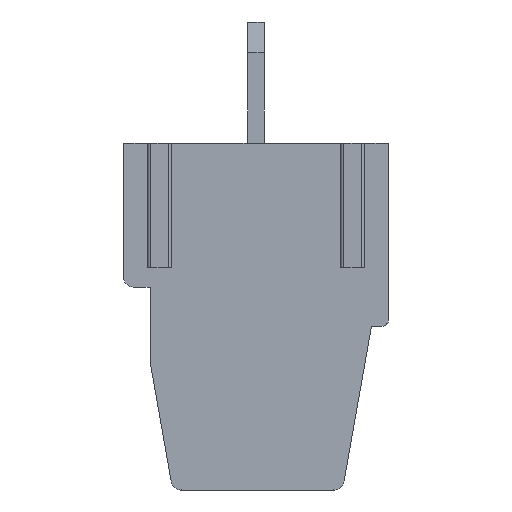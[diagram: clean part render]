
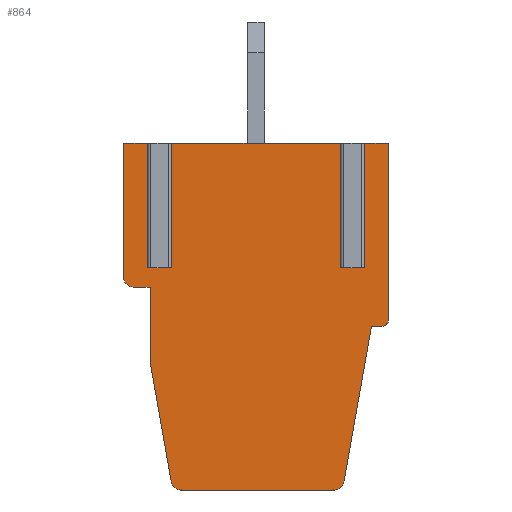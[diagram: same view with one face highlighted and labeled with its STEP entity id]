
A CAD part, front view. The second image highlights one B-rep face of the part: STEP entity #864.
In plain terms, the highlighted planar face has unit normal (0, -1, 0).
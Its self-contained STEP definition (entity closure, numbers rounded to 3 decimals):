
#864 = ADVANCED_FACE( '', ( #2008 ), #2009, .F. );
#2008 = FACE_OUTER_BOUND( '', #3421, .T. );
#2009 = PLANE( '', #3422 );
#3421 = EDGE_LOOP( '', ( #6038, #6039, #6040, #6041, #6042, #6043, #6044, #6045, #6046, #6047, #6048, #6049, #6050, #6051, #6052, #6053, #6054, #6055, #6056, #6057, #6058 ) );
#3422 = AXIS2_PLACEMENT_3D( '', #6059, #6060, #6061 );
#6038 = ORIENTED_EDGE( '', *, *, #9098, .F. );
#6039 = ORIENTED_EDGE( '', *, *, #9295, .T. );
#6040 = ORIENTED_EDGE( '', *, *, #9056, .T. );
#6041 = ORIENTED_EDGE( '', *, *, #8981, .T. );
#6042 = ORIENTED_EDGE( '', *, *, #9534, .F. );
#6043 = ORIENTED_EDGE( '', *, *, #9535, .T. );
#6044 = ORIENTED_EDGE( '', *, *, #9048, .T. );
#6045 = ORIENTED_EDGE( '', *, *, #9536, .T. );
#6046 = ORIENTED_EDGE( '', *, *, #9537, .T. );
#6047 = ORIENTED_EDGE( '', *, *, #9538, .F. );
#6048 = ORIENTED_EDGE( '', *, *, #9539, .F. );
#6049 = ORIENTED_EDGE( '', *, *, #9400, .F. );
#6050 = ORIENTED_EDGE( '', *, *, #9540, .T. );
#6051 = ORIENTED_EDGE( '', *, *, #9382, .T. );
#6052 = ORIENTED_EDGE( '', *, *, #8647, .T. );
#6053 = ORIENTED_EDGE( '', *, *, #9541, .F. );
#6054 = ORIENTED_EDGE( '', *, *, #9154, .F. );
#6055 = ORIENTED_EDGE( '', *, *, #9542, .T. );
#6056 = ORIENTED_EDGE( '', *, *, #9543, .T. );
#6057 = ORIENTED_EDGE( '', *, *, #9031, .T. );
#6058 = ORIENTED_EDGE( '', *, *, #9544, .T. );
#6059 = CARTESIAN_POINT( '', ( -87.702, -10.2, -4.395 ) );
#6060 = DIRECTION( '', ( 0., 1., 0. ) );
#6061 = DIRECTION( '', ( -1., 0., 0. ) );
#8647 = EDGE_CURVE( '', #10439, #10443, #10445, .F. );
#8981 = EDGE_CURVE( '', #11012, #11016, #11018, .T. );
#9031 = EDGE_CURVE( '', #11104, #11102, #11105, .T. );
#9048 = EDGE_CURVE( '', #11136, #11134, #11137, .T. );
#9056 = EDGE_CURVE( '', #11151, #11012, #11152, .T. );
#9098 = EDGE_CURVE( '', #11220, #11222, #11223, .T. );
#9154 = EDGE_CURVE( '', #11321, #11316, #11323, .T. );
#9295 = EDGE_CURVE( '', #11220, #11151, #11539, .F. );
#9382 = EDGE_CURVE( '', #11671, #10439, #11675, .T. );
#9400 = EDGE_CURVE( '', #11703, #11698, #11705, .T. );
#9534 = EDGE_CURVE( '', #11892, #11016, #11893, .T. );
#9535 = EDGE_CURVE( '', #11892, #11136, #11894, .F. );
#9536 = EDGE_CURVE( '', #11134, #11895, #11896, .T. );
#9537 = EDGE_CURVE( '', #11895, #11897, #11898, .F. );
#9538 = EDGE_CURVE( '', #11899, #11897, #11900, .T. );
#9539 = EDGE_CURVE( '', #11698, #11899, #11901, .T. );
#9540 = EDGE_CURVE( '', #11703, #11671, #11902, .F. );
#9541 = EDGE_CURVE( '', #11316, #10443, #11903, .T. );
#9542 = EDGE_CURVE( '', #11321, #11904, #11905, .F. );
#9543 = EDGE_CURVE( '', #11904, #11104, #11906, .T. );
#9544 = EDGE_CURVE( '', #11102, #11222, #11907, .T. );
#10439 = VERTEX_POINT( '', #13066 );
#10443 = VERTEX_POINT( '', #13071 );
#10445 = CIRCLE( '', #13074, 0.298 );
#11012 = VERTEX_POINT( '', #13908 );
#11016 = VERTEX_POINT( '', #13913 );
#11018 = LINE( '', #13915, #13916 );
#11102 = VERTEX_POINT( '', #14036 );
#11104 = VERTEX_POINT( '', #14038 );
#11105 = LINE( '', #14039, #14040 );
#11134 = VERTEX_POINT( '', #14078 );
#11136 = VERTEX_POINT( '', #14081 );
#11137 = LINE( '', #14082, #14083 );
#11151 = VERTEX_POINT( '', #14101 );
#11152 = LINE( '', #14102, #14103 );
#11220 = VERTEX_POINT( '', #14206 );
#11222 = VERTEX_POINT( '', #14208 );
#11223 = LINE( '', #14209, #14210 );
#11316 = VERTEX_POINT( '', #14348 );
#11321 = VERTEX_POINT( '', #14355 );
#11323 = LINE( '', #14358, #14359 );
#11539 = LINE( '', #14689, #14690 );
#11671 = VERTEX_POINT( '', #14881 );
#11675 = LINE( '', #14887, #14888 );
#11698 = VERTEX_POINT( '', #14912 );
#11703 = VERTEX_POINT( '', #14919 );
#11705 = LINE( '', #14922, #14923 );
#11892 = VERTEX_POINT( '', #15208 );
#11893 = LINE( '', #15209, #15210 );
#11894 = LINE( '', #15211, #15212 );
#11895 = VERTEX_POINT( '', #15213 );
#11896 = LINE( '', #15214, #15215 );
#11897 = VERTEX_POINT( '', #15216 );
#11898 = CIRCLE( '', #15217, 0.298 );
#11899 = VERTEX_POINT( '', #15218 );
#11900 = LINE( '', #15219, #15220 );
#11901 = LINE( '', #15221, #15222 );
#11902 = CIRCLE( '', #15223, 0.298 );
#11903 = LINE( '', #15224, #15225 );
#11904 = VERTEX_POINT( '', #15226 );
#11905 = CIRCLE( '', #15227, 0.198 );
#11906 = LINE( '', #15228, #15229 );
#11907 = LINE( '', #15230, #15231 );
#13066 = CARTESIAN_POINT( '', ( -81.552, -10.2, -10.6 ) );
#13071 = CARTESIAN_POINT( '', ( -81.255, -10.2, -10.317 ) );
#13074 = AXIS2_PLACEMENT_3D( '', #16573, #16574, #16575 );
#13908 = CARTESIAN_POINT( '', ( -86.53, -10.2, 0. ) );
#13913 = CARTESIAN_POINT( '', ( -86.53, -10.2, -3.8 ) );
#13915 = CARTESIAN_POINT( '', ( -86.53, -10.2, 0. ) );
#13916 = VECTOR( '', #16869, 1000. );
#14036 = CARTESIAN_POINT( '', ( -80.63, -10.2, 0. ) );
#14038 = CARTESIAN_POINT( '', ( -79.904, -10.2, 0. ) );
#14039 = CARTESIAN_POINT( '', ( -84.503, -10.2, 0. ) );
#14040 = VECTOR( '', #16915, 1000. );
#14078 = CARTESIAN_POINT( '', ( -88., -10.2, 0. ) );
#14081 = CARTESIAN_POINT( '', ( -87.27, -10.2, 0. ) );
#14082 = CARTESIAN_POINT( '', ( -84.503, -10.2, 0. ) );
#14083 = VECTOR( '', #16944, 1000. );
#14101 = CARTESIAN_POINT( '', ( -81.37, -10.2, 0. ) );
#14102 = CARTESIAN_POINT( '', ( -84.503, -10.2, 0. ) );
#14103 = VECTOR( '', #16958, 1000. );
#14206 = CARTESIAN_POINT( '', ( -81.37, -10.2, -3.8 ) );
#14208 = CARTESIAN_POINT( '', ( -80.63, -10.2, -3.8 ) );
#14209 = CARTESIAN_POINT( '', ( -81.32, -10.2, -3.8 ) );
#14210 = VECTOR( '', #17009, 1000. );
#14348 = CARTESIAN_POINT( '', ( -80.423, -10.2, -5.596 ) );
#14355 = CARTESIAN_POINT( '', ( -80.102, -10.2, -5.596 ) );
#14358 = CARTESIAN_POINT( '', ( -79.904, -10.2, -5.596 ) );
#14359 = VECTOR( '', #17060, 1000. );
#14689 = CARTESIAN_POINT( '', ( -81.37, -10.2, 0. ) );
#14690 = VECTOR( '', #17182, 1000. );
#14881 = CARTESIAN_POINT( '', ( -86.252, -10.2, -10.6 ) );
#14887 = CARTESIAN_POINT( '', ( -83.902, -10.2, -10.6 ) );
#14888 = VECTOR( '', #17262, 1000. );
#14912 = CARTESIAN_POINT( '', ( -87.186, -10.2, -6.704 ) );
#14919 = CARTESIAN_POINT( '', ( -86.549, -10.2, -10.317 ) );
#14922 = CARTESIAN_POINT( '', ( -86.502, -10.2, -10.587 ) );
#14923 = VECTOR( '', #17297, 1000. );
#15208 = CARTESIAN_POINT( '', ( -87.27, -10.2, -3.8 ) );
#15209 = CARTESIAN_POINT( '', ( -87.22, -10.2, -3.8 ) );
#15210 = VECTOR( '', #17413, 1000. );
#15211 = CARTESIAN_POINT( '', ( -87.27, -10.2, 0. ) );
#15212 = VECTOR( '', #17414, 1000. );
#15213 = CARTESIAN_POINT( '', ( -88., -10.2, -4.098 ) );
#15214 = CARTESIAN_POINT( '', ( -88., -10.2, 0. ) );
#15215 = VECTOR( '', #17415, 1000. );
#15216 = CARTESIAN_POINT( '', ( -87.702, -10.2, -4.395 ) );
#15217 = AXIS2_PLACEMENT_3D( '', #17416, #17417, #17418 );
#15218 = CARTESIAN_POINT( '', ( -87.186, -10.2, -4.395 ) );
#15219 = CARTESIAN_POINT( '', ( -87.186, -10.2, -4.395 ) );
#15220 = VECTOR( '', #17419, 1000. );
#15221 = CARTESIAN_POINT( '', ( -87.186, -10.2, -6.704 ) );
#15222 = VECTOR( '', #17420, 1000. );
#15223 = AXIS2_PLACEMENT_3D( '', #17421, #17422, #17423 );
#15224 = CARTESIAN_POINT( '', ( -80.423, -10.2, -5.596 ) );
#15225 = VECTOR( '', #17424, 1000. );
#15226 = CARTESIAN_POINT( '', ( -79.904, -10.2, -5.398 ) );
#15227 = AXIS2_PLACEMENT_3D( '', #17425, #17426, #17427 );
#15228 = CARTESIAN_POINT( '', ( -79.904, -10.2, 0. ) );
#15229 = VECTOR( '', #17428, 1000. );
#15230 = CARTESIAN_POINT( '', ( -80.63, -10.2, 0. ) );
#15231 = VECTOR( '', #17429, 1000. );
#16573 = CARTESIAN_POINT( '', ( -81.552, -10.2, -10.302 ) );
#16574 = DIRECTION( '', ( 0., 1., 0. ) );
#16575 = DIRECTION( '', ( 0., 0., 1. ) );
#16869 = DIRECTION( '', ( 0., 0., -1. ) );
#16915 = DIRECTION( '', ( -1., 0., 0. ) );
#16944 = DIRECTION( '', ( -1., 0., 0. ) );
#16958 = DIRECTION( '', ( -1., 0., 0. ) );
#17009 = DIRECTION( '', ( 1., 0., 0. ) );
#17060 = DIRECTION( '', ( -1., 0., 0. ) );
#17182 = DIRECTION( '', ( 0., 0., -1. ) );
#17262 = DIRECTION( '', ( 1., 0., 0. ) );
#17297 = DIRECTION( '', ( -0.174, 0., 0.985 ) );
#17413 = DIRECTION( '', ( 1., 0., 0. ) );
#17414 = DIRECTION( '', ( 0., 0., -1. ) );
#17415 = DIRECTION( '', ( 0., 0., -1. ) );
#17416 = CARTESIAN_POINT( '', ( -87.702, -10.2, -4.098 ) );
#17417 = DIRECTION( '', ( 0., 1., 0. ) );
#17418 = DIRECTION( '', ( 0., 0., 1. ) );
#17419 = DIRECTION( '', ( -1., 0., 0. ) );
#17420 = DIRECTION( '', ( 0., 0., 1. ) );
#17421 = CARTESIAN_POINT( '', ( -86.252, -10.2, -10.302 ) );
#17422 = DIRECTION( '', ( 0., 1., 0. ) );
#17423 = DIRECTION( '', ( 0., 0., 1. ) );
#17424 = DIRECTION( '', ( -0.174, 0., -0.985 ) );
#17425 = CARTESIAN_POINT( '', ( -80.102, -10.2, -5.398 ) );
#17426 = DIRECTION( '', ( 0., 1., 0. ) );
#17427 = DIRECTION( '', ( 0., 0., 1. ) );
#17428 = DIRECTION( '', ( 0., 0., 1. ) );
#17429 = DIRECTION( '', ( 0., 0., -1. ) );
